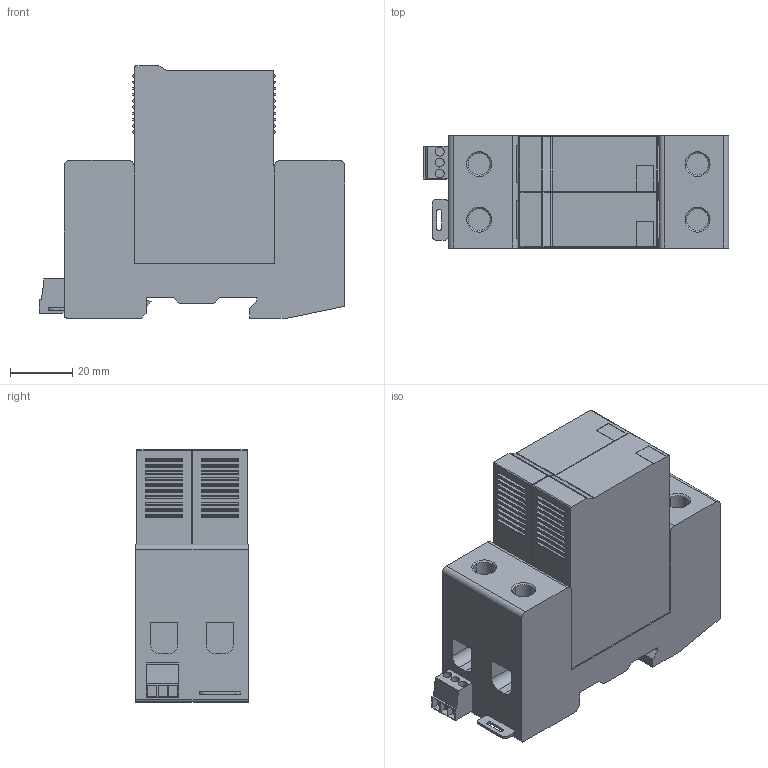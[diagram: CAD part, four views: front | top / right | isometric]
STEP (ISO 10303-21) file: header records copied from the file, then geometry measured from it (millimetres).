
FILE_DESCRIPTION(('Creo Elements/Direct Modeling STEP Export'),'2;1');
FILE_NAME('DS132VGS.stp','2017-10-10T10:16:20',(''),(''),'Creo Elements/Direct Modeling STEP processor for AP214 (Solid Model)','Creo Elements/Direct Modeling 20.0AP0401 12-May-2017 (C) Parametric Technology GmbH','');
FILE_SCHEMA(('AUTOMOTIVE_DESIGN { 1 0 10303 214 1 1 1 1 }'));
Length unit declared in the file: millimetre
Products named in the file (1): DS132VGS
Bounding box: 97.95 x 36 x 80.9 mm (x, y, z)
Volume: 193211.8 mm3; surface area: 31708.2 mm2
Topology: 1 solids, 1 shells, 370 faces, 921 edges, 613 vertices
Faces by surface type: plane 321, cylinder 41, cone 8
Entity records: 10675 total; most frequent: CARTESIAN_POINT 1861, ORIENTED_EDGE 1842, DIRECTION 1683, EDGE_CURVE 921, VECTOR 813, LINE 813, VERTEX_POINT 613, AXIS2_PLACEMENT_3D 435
